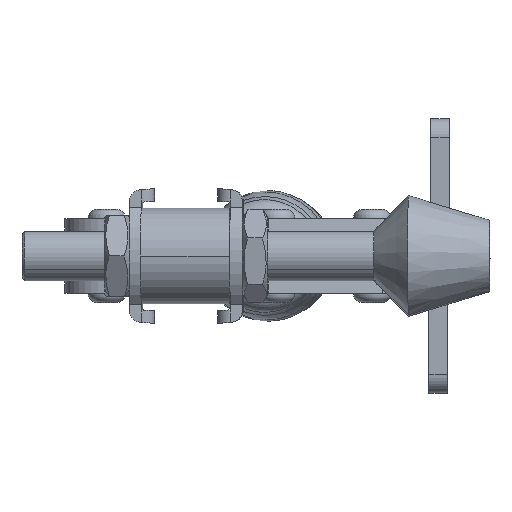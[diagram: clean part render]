
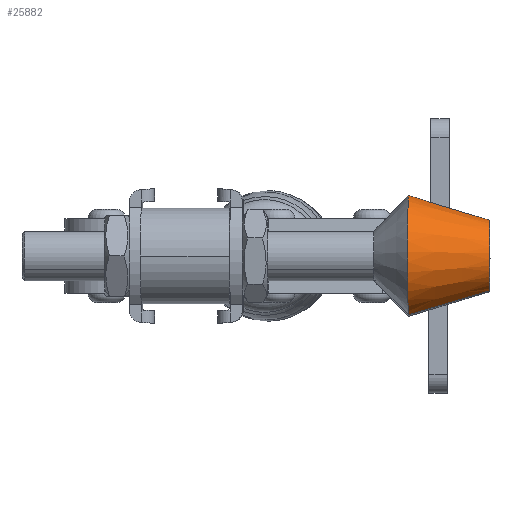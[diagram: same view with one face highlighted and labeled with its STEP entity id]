
A CAD part, left-side view. The second image highlights one B-rep face of the part: STEP entity #25882.
In plain terms, the highlighted conical face has half-angle 17 degrees and reference radius 5.75 mm.
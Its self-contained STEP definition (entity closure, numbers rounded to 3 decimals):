
#139 = EDGE_CURVE ( 'NONE', #851, #1004, #12353, .T. ) ;
#166 = EDGE_CURVE ( 'NONE', #612, #1004, #12388, .T. ) ;
#178 = EDGE_CURVE ( 'NONE', #762, #851, #12415, .T. ) ;
#206 = EDGE_CURVE ( 'NONE', #762, #612, #12452, .T. ) ;
#612 = VERTEX_POINT ( 'NONE', #14537 ) ;
#762 = VERTEX_POINT ( 'NONE', #15917 ) ;
#851 = VERTEX_POINT ( 'NONE', #16006 ) ;
#1004 = VERTEX_POINT ( 'NONE', #16159 ) ;
#1998 = ORIENTED_EDGE ( 'NONE', *, *, #206, .F. ) ;
#1999 = ORIENTED_EDGE ( 'NONE', *, *, #178, .T. ) ;
#2000 = ORIENTED_EDGE ( 'NONE', *, *, #139, .T. ) ;
#2001 = ORIENTED_EDGE ( 'NONE', *, *, #166, .F. ) ;
#5424 = EDGE_LOOP ( 'NONE', ( #1998, #1999, #2000, #2001 ) ) ;
#10002 = AXIS2_PLACEMENT_3D ( 'NONE', #12128, #12129, #12130 ) ;
#10011 = AXIS2_PLACEMENT_3D ( 'NONE', #12162, #12163, #12164 ) ;
#10631 = AXIS2_PLACEMENT_3D ( 'NONE', #23393, #23391, #23386 ) ;
#12053 = DIRECTION ( 'NONE',  ( 0., 0.956, 0.292 ) ) ;
#12056 = CARTESIAN_POINT ( 'NONE',  ( 0., 0., 5.75 ) ) ;
#12128 = CARTESIAN_POINT ( 'NONE',  ( 0., 13.056, 0. ) ) ;
#12129 = DIRECTION ( 'NONE',  ( 0., 1., 0. ) ) ;
#12130 = DIRECTION ( 'NONE',  ( 0., 0., 1. ) ) ;
#12162 = CARTESIAN_POINT ( 'NONE',  ( 0., 0., 0. ) ) ;
#12163 = DIRECTION ( 'NONE',  ( 0., 1., 0. ) ) ;
#12164 = DIRECTION ( 'NONE',  ( 0., 0., 1. ) ) ;
#12261 = CARTESIAN_POINT ( 'NONE',  ( 0., 0., -5.75 ) ) ;
#12262 = DIRECTION ( 'NONE',  ( 0., 0.956, -0.292 ) ) ;
#12353 = LINE ( 'NONE', #12056, #12355 ) ;
#12355 = VECTOR ( 'NONE', #12053, 1000. ) ;
#12388 = CIRCLE ( 'NONE', #10002, 9.741 ) ;
#12415 = CIRCLE ( 'NONE', #10011, 5.75 ) ;
#12452 = LINE ( 'NONE', #12261, #12455 ) ;
#12455 = VECTOR ( 'NONE', #12262, 1000. ) ;
#14537 = CARTESIAN_POINT ( 'NONE',  ( 0., 13.056, -9.741 ) ) ;
#15917 = CARTESIAN_POINT ( 'NONE',  ( 0., 0., -5.75 ) ) ;
#16006 = CARTESIAN_POINT ( 'NONE',  ( 0., 0., 5.75 ) ) ;
#16159 = CARTESIAN_POINT ( 'NONE',  ( 0., 13.056, 9.741 ) ) ;
#22626 = FACE_OUTER_BOUND ( 'NONE', #5424, .T. ) ;
#22634 = CONICAL_SURFACE ( 'NONE', #10631, 5.75, 0.297 ) ;
#23386 = DIRECTION ( 'NONE',  ( 0., 0., 1. ) ) ;
#23391 = DIRECTION ( 'NONE',  ( 0., 1., 0. ) ) ;
#23393 = CARTESIAN_POINT ( 'NONE',  ( 0., 0., 0. ) ) ;
#25882 = ADVANCED_FACE ( 'NONE', ( #22626 ), #22634, .T. ) ;
